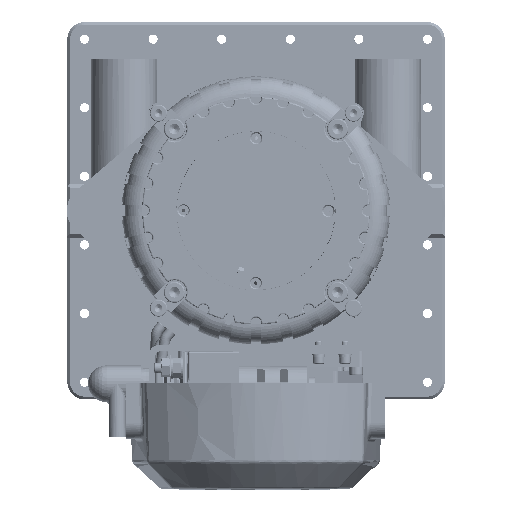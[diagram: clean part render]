
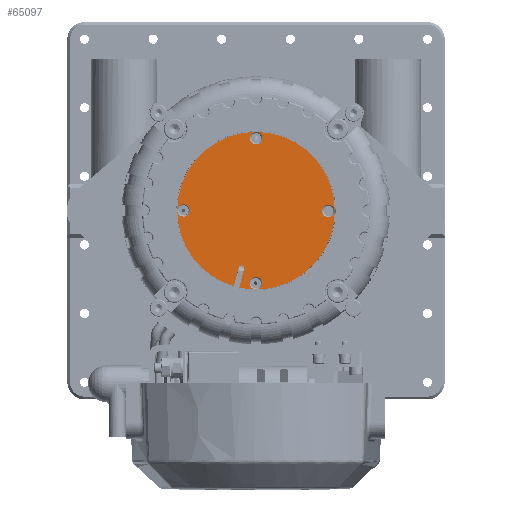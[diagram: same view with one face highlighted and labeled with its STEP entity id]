
A CAD part, left-side view. The second image highlights one B-rep face of the part: STEP entity #65097.
In plain terms, the highlighted planar face has unit normal (-1, 0, 0).
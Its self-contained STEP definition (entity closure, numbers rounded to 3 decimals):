
#64642=AXIS2_PLACEMENT_3D('Circle Axis2P3D',#64640,#64641,$) ;
#64666=AXIS2_PLACEMENT_3D('Circle Axis2P3D',#64664,#64665,$) ;
#64706=AXIS2_PLACEMENT_3D('Circle Axis2P3D',#64704,#64705,$) ;
#64753=AXIS2_PLACEMENT_3D('Circle Axis2P3D',#64751,#64752,$) ;
#64793=AXIS2_PLACEMENT_3D('Circle Axis2P3D',#64791,#64792,$) ;
#64833=AXIS2_PLACEMENT_3D('Circle Axis2P3D',#64831,#64832,$) ;
#64862=AXIS2_PLACEMENT_3D('Circle Axis2P3D',#64860,#64861,$) ;
#64884=AXIS2_PLACEMENT_3D('Circle Axis2P3D',#64882,#64883,$) ;
#64906=AXIS2_PLACEMENT_3D('Circle Axis2P3D',#64904,#64905,$) ;
#64923=AXIS2_PLACEMENT_3D('Circle Axis2P3D',#64921,#64922,$) ;
#65001=AXIS2_PLACEMENT_3D('Circle Axis2P3D',#64999,#65000,$) ;
#65025=AXIS2_PLACEMENT_3D('Circle Axis2P3D',#65023,#65024,$) ;
#65065=AXIS2_PLACEMENT_3D('Plane Axis2P3D',#65062,#65063,#65064) ;
#65090=AXIS2_PLACEMENT_3D('Circle Axis2P3D',#65088,#65089,$) ;
#64637=CARTESIAN_POINT('Vertex',(-363.561,-54.91,4.506)) ;
#64640=CARTESIAN_POINT('Axis2P3D Location',(-363.561,-54.894,-0.194)) ;
#64644=CARTESIAN_POINT('Vertex',(-363.561,-54.877,-4.894)) ;
#64664=CARTESIAN_POINT('Axis2P3D Location',(-363.561,0.,0.)) ;
#64668=CARTESIAN_POINT('Vertex',(-363.561,59.734,0.211)) ;
#64670=CARTESIAN_POINT('Vertex',(-363.561,16.683,-57.358)) ;
#64704=CARTESIAN_POINT('Axis2P3D Location',(-363.561,0.,0.)) ;
#64708=CARTESIAN_POINT('Vertex',(-363.561,-59.734,-0.211)) ;
#64748=CARTESIAN_POINT('Vertex',(-363.561,-0.211,59.594)) ;
#64751=CARTESIAN_POINT('Axis2P3D Location',(-363.561,-0.194,54.894)) ;
#64755=CARTESIAN_POINT('Vertex',(-363.561,-0.178,50.194)) ;
#64788=CARTESIAN_POINT('Vertex',(-363.561,54.877,4.894)) ;
#64791=CARTESIAN_POINT('Axis2P3D Location',(-363.561,54.894,0.194)) ;
#64795=CARTESIAN_POINT('Vertex',(-363.561,54.91,-4.506)) ;
#64828=CARTESIAN_POINT('Vertex',(-363.561,0.178,-50.194)) ;
#64831=CARTESIAN_POINT('Axis2P3D Location',(-363.561,0.194,-54.894)) ;
#64835=CARTESIAN_POINT('Vertex',(-363.561,0.211,-59.594)) ;
#64860=CARTESIAN_POINT('Axis2P3D Location',(-363.561,0.194,-54.894)) ;
#64882=CARTESIAN_POINT('Axis2P3D Location',(-363.561,54.894,0.194)) ;
#64904=CARTESIAN_POINT('Axis2P3D Location',(-363.561,-0.194,54.894)) ;
#64921=CARTESIAN_POINT('Axis2P3D Location',(-363.561,0.,0.)) ;
#64925=CARTESIAN_POINT('Vertex',(-363.561,12.611,-58.388)) ;
#64963=CARTESIAN_POINT('Vertex',(-363.561,13.077,-43.109)) ;
#64966=CARTESIAN_POINT('Line Origine',(-363.561,14.88,-50.234)) ;
#64996=CARTESIAN_POINT('Vertex',(-363.561,9.005,-44.14)) ;
#64999=CARTESIAN_POINT('Axis2P3D Location',(-363.561,11.041,-43.624)) ;
#65003=CARTESIAN_POINT('Vertex',(-363.561,8.941,-43.632)) ;
#65023=CARTESIAN_POINT('Axis2P3D Location',(-363.561,11.041,-43.624)) ;
#65045=CARTESIAN_POINT('Line Origine',(-363.561,10.808,-51.264)) ;
#65062=CARTESIAN_POINT('Axis2P3D Location',(-363.561,0.,0.)) ;
#65088=CARTESIAN_POINT('Axis2P3D Location',(-363.561,-54.894,-0.194)) ;
#64641=DIRECTION('Axis2P3D Direction',(-1.,0.,0.)) ;
#64665=DIRECTION('Axis2P3D Direction',(1.,0.,0.)) ;
#64705=DIRECTION('Axis2P3D Direction',(1.,0.,0.)) ;
#64752=DIRECTION('Axis2P3D Direction',(-1.,0.,0.)) ;
#64792=DIRECTION('Axis2P3D Direction',(-1.,0.,0.)) ;
#64832=DIRECTION('Axis2P3D Direction',(-1.,0.,0.)) ;
#64861=DIRECTION('Axis2P3D Direction',(-1.,0.,0.)) ;
#64883=DIRECTION('Axis2P3D Direction',(-1.,0.,0.)) ;
#64905=DIRECTION('Axis2P3D Direction',(-1.,0.,0.)) ;
#64922=DIRECTION('Axis2P3D Direction',(1.,0.,0.)) ;
#64967=DIRECTION('Vector Direction',(0.,0.245,-0.969)) ;
#65000=DIRECTION('Axis2P3D Direction',(-1.,0.,0.)) ;
#65024=DIRECTION('Axis2P3D Direction',(-1.,0.,0.)) ;
#65046=DIRECTION('Vector Direction',(0.,-0.245,0.969)) ;
#65063=DIRECTION('Axis2P3D Direction',(-1.,0.,0.)) ;
#65064=DIRECTION('Axis2P3D XDirection',(0.,1.,0.004)) ;
#65089=DIRECTION('Axis2P3D Direction',(-1.,0.,0.)) ;
#64968=VECTOR('Line Direction',#64967,1.) ;
#65047=VECTOR('Line Direction',#65046,1.) ;
#65068=ORIENTED_EDGE('',*,*,#65049,.F.) ;
#65069=ORIENTED_EDGE('',*,*,#64927,.T.) ;
#65070=ORIENTED_EDGE('',*,*,#64710,.T.) ;
#65071=ORIENTED_EDGE('',*,*,#64672,.T.) ;
#65072=ORIENTED_EDGE('',*,*,#64970,.F.) ;
#65073=ORIENTED_EDGE('',*,*,#65027,.F.) ;
#65074=ORIENTED_EDGE('',*,*,#65005,.F.) ;
#65077=ORIENTED_EDGE('',*,*,#64908,.F.) ;
#65078=ORIENTED_EDGE('',*,*,#64757,.F.) ;
#65081=ORIENTED_EDGE('',*,*,#64886,.F.) ;
#65082=ORIENTED_EDGE('',*,*,#64797,.F.) ;
#65085=ORIENTED_EDGE('',*,*,#64864,.F.) ;
#65086=ORIENTED_EDGE('',*,*,#64837,.F.) ;
#65094=ORIENTED_EDGE('',*,*,#65092,.F.) ;
#65095=ORIENTED_EDGE('',*,*,#64646,.F.) ;
#65079=FACE_BOUND('',#65076,.T.) ;
#65083=FACE_BOUND('',#65080,.T.) ;
#65087=FACE_BOUND('',#65084,.T.) ;
#65096=FACE_BOUND('',#65093,.T.) ;
#65097=ADVANCED_FACE('NONE',(#65075,#65079,#65083,#65087,#65096),#65066,.T.) ;
#64643=CIRCLE('generated circle',#64642,4.7) ;
#64667=CIRCLE('generated circle',#64666,59.735) ;
#64707=CIRCLE('generated circle',#64706,59.735) ;
#64754=CIRCLE('generated circle',#64753,4.7) ;
#64794=CIRCLE('generated circle',#64793,4.7) ;
#64834=CIRCLE('generated circle',#64833,4.7) ;
#64863=CIRCLE('generated circle',#64862,4.7) ;
#64885=CIRCLE('generated circle',#64884,4.7) ;
#64907=CIRCLE('generated circle',#64906,4.7) ;
#64924=CIRCLE('generated circle',#64923,59.735) ;
#65002=CIRCLE('generated circle',#65001,2.1) ;
#65026=CIRCLE('generated circle',#65025,2.1) ;
#65091=CIRCLE('generated circle',#65090,4.7) ;
#64646=EDGE_CURVE('',#64638,#64645,#64643,.T.) ;
#64672=EDGE_CURVE('',#64669,#64671,#64667,.F.) ;
#64710=EDGE_CURVE('',#64709,#64669,#64707,.F.) ;
#64757=EDGE_CURVE('',#64749,#64756,#64754,.T.) ;
#64797=EDGE_CURVE('',#64789,#64796,#64794,.T.) ;
#64837=EDGE_CURVE('',#64829,#64836,#64834,.T.) ;
#64864=EDGE_CURVE('',#64836,#64829,#64863,.T.) ;
#64886=EDGE_CURVE('',#64796,#64789,#64885,.T.) ;
#64908=EDGE_CURVE('',#64756,#64749,#64907,.T.) ;
#64927=EDGE_CURVE('',#64926,#64709,#64924,.F.) ;
#64970=EDGE_CURVE('',#64964,#64671,#64969,.T.) ;
#65005=EDGE_CURVE('',#64997,#65004,#65002,.T.) ;
#65027=EDGE_CURVE('',#65004,#64964,#65026,.T.) ;
#65049=EDGE_CURVE('',#64926,#64997,#65048,.T.) ;
#65092=EDGE_CURVE('',#64645,#64638,#65091,.T.) ;
#65067=EDGE_LOOP('',(#65068,#65069,#65070,#65071,#65072,#65073,#65074)) ;
#65076=EDGE_LOOP('',(#65077,#65078)) ;
#65080=EDGE_LOOP('',(#65081,#65082)) ;
#65084=EDGE_LOOP('',(#65085,#65086)) ;
#65093=EDGE_LOOP('',(#65094,#65095)) ;
#65075=FACE_OUTER_BOUND('',#65067,.T.) ;
#64969=LINE('Line',#64966,#64968) ;
#65048=LINE('Line',#65045,#65047) ;
#65066=PLANE('',#65065) ;
#64638=VERTEX_POINT('',#64637) ;
#64645=VERTEX_POINT('',#64644) ;
#64669=VERTEX_POINT('',#64668) ;
#64671=VERTEX_POINT('',#64670) ;
#64709=VERTEX_POINT('',#64708) ;
#64749=VERTEX_POINT('',#64748) ;
#64756=VERTEX_POINT('',#64755) ;
#64789=VERTEX_POINT('',#64788) ;
#64796=VERTEX_POINT('',#64795) ;
#64829=VERTEX_POINT('',#64828) ;
#64836=VERTEX_POINT('',#64835) ;
#64926=VERTEX_POINT('',#64925) ;
#64964=VERTEX_POINT('',#64963) ;
#64997=VERTEX_POINT('',#64996) ;
#65004=VERTEX_POINT('',#65003) ;
